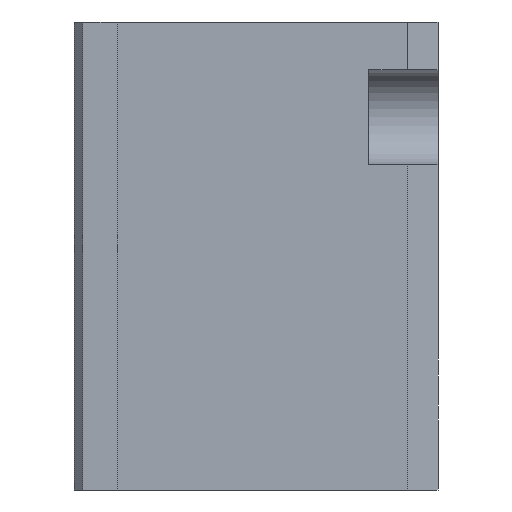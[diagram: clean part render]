
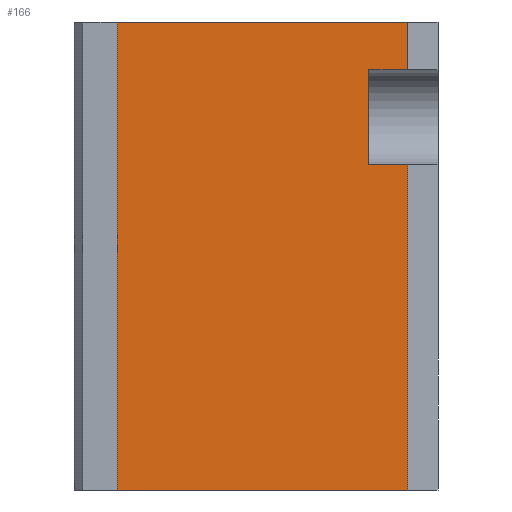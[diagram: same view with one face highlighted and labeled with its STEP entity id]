
A CAD part, left-side view. The second image highlights one B-rep face of the part: STEP entity #166.
In plain terms, the highlighted planar face has unit normal (-1, 0, 0).
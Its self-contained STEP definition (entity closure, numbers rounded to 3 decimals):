
#166 = ADVANCED_FACE( '', ( #352 ), #353, .F. );
#352 = FACE_OUTER_BOUND( '', #533, .T. );
#353 = PLANE( '', #534 );
#533 = EDGE_LOOP( '', ( #961, #962, #963, #964, #965, #966, #967, #968 ) );
#534 = AXIS2_PLACEMENT_3D( '', #969, #970, #971 );
#961 = ORIENTED_EDGE( '', *, *, #1071, .F. );
#962 = ORIENTED_EDGE( '', *, *, #1037, .F. );
#963 = ORIENTED_EDGE( '', *, *, #1008, .F. );
#964 = ORIENTED_EDGE( '', *, *, #1076, .T. );
#965 = ORIENTED_EDGE( '', *, *, #1095, .T. );
#966 = ORIENTED_EDGE( '', *, *, #1154, .F. );
#967 = ORIENTED_EDGE( '', *, *, #1166, .F. );
#968 = ORIENTED_EDGE( '', *, *, #1055, .T. );
#969 = CARTESIAN_POINT( '', ( -29., 37., 54. ) );
#970 = DIRECTION( '', ( 1., 0., 0. ) );
#971 = DIRECTION( '', ( 0., 0., -1. ) );
#1008 = EDGE_CURVE( '', #1192, #1194, #1195, .T. );
#1037 = EDGE_CURVE( '', #1194, #1242, #1245, .T. );
#1055 = EDGE_CURVE( '', #1271, #1275, #1277, .T. );
#1071 = EDGE_CURVE( '', #1242, #1275, #1300, .T. );
#1076 = EDGE_CURVE( '', #1192, #1306, #1308, .T. );
#1095 = EDGE_CURVE( '', #1306, #1338, #1340, .T. );
#1154 = EDGE_CURVE( '', #1416, #1338, #1419, .T. );
#1166 = EDGE_CURVE( '', #1271, #1416, #1432, .T. );
#1192 = VERTEX_POINT( '', #1466 );
#1194 = VERTEX_POINT( '', #1469 );
#1195 = LINE( '', #1470, #1471 );
#1242 = VERTEX_POINT( '', #1533 );
#1245 = LINE( '', #1538, #1539 );
#1271 = VERTEX_POINT( '', #1573 );
#1275 = VERTEX_POINT( '', #1578 );
#1277 = LINE( '', #1581, #1582 );
#1300 = LINE( '', #1726, #1727 );
#1306 = VERTEX_POINT( '', #1735 );
#1308 = LINE( '', #1738, #1739 );
#1338 = VERTEX_POINT( '', #1779 );
#1340 = LINE( '', #1782, #1783 );
#1416 = VERTEX_POINT( '', #1885 );
#1419 = LINE( '', #1889, #1890 );
#1432 = LINE( '', #1905, #1906 );
#1466 = CARTESIAN_POINT( '', ( -29., 37., 54. ) );
#1469 = CARTESIAN_POINT( '', ( -29., 3.5, 54. ) );
#1470 = CARTESIAN_POINT( '', ( -29., 37., 54. ) );
#1471 = VECTOR( '', #1925, 1000. );
#1533 = CARTESIAN_POINT( '', ( -29., 3.5, 48.5 ) );
#1538 = CARTESIAN_POINT( '', ( -29., 3.5, 54. ) );
#1539 = VECTOR( '', #1961, 1000. );
#1573 = CARTESIAN_POINT( '', ( -29., 8., 37.5 ) );
#1578 = CARTESIAN_POINT( '', ( -29., 8., 48.5 ) );
#1581 = CARTESIAN_POINT( '', ( -29., 8., 54. ) );
#1582 = VECTOR( '', #1984, 1000. );
#1726 = CARTESIAN_POINT( '', ( -29., 37., 48.5 ) );
#1727 = VECTOR( '', #2002, 1000. );
#1735 = CARTESIAN_POINT( '', ( -29., 37., 0. ) );
#1738 = CARTESIAN_POINT( '', ( -29., 37., 54. ) );
#1739 = VECTOR( '', #2006, 1000. );
#1779 = CARTESIAN_POINT( '', ( -29., 3.5, 0. ) );
#1782 = CARTESIAN_POINT( '', ( -29., 37., 0. ) );
#1783 = VECTOR( '', #2030, 1000. );
#1885 = CARTESIAN_POINT( '', ( -29., 3.5, 37.5 ) );
#1889 = CARTESIAN_POINT( '', ( -29., 3.5, 54. ) );
#1890 = VECTOR( '', #2091, 1000. );
#1905 = CARTESIAN_POINT( '', ( -29., 37., 37.5 ) );
#1906 = VECTOR( '', #2097, 1000. );
#1925 = DIRECTION( '', ( 0., -1., 0. ) );
#1961 = DIRECTION( '', ( 0., 0., -1. ) );
#1984 = DIRECTION( '', ( 0., 0., 1. ) );
#2002 = DIRECTION( '', ( 0., 1., 0. ) );
#2006 = DIRECTION( '', ( 0., 0., -1. ) );
#2030 = DIRECTION( '', ( 0., -1., 0. ) );
#2091 = DIRECTION( '', ( 0., 0., -1. ) );
#2097 = DIRECTION( '', ( 0., -1., 0. ) );
